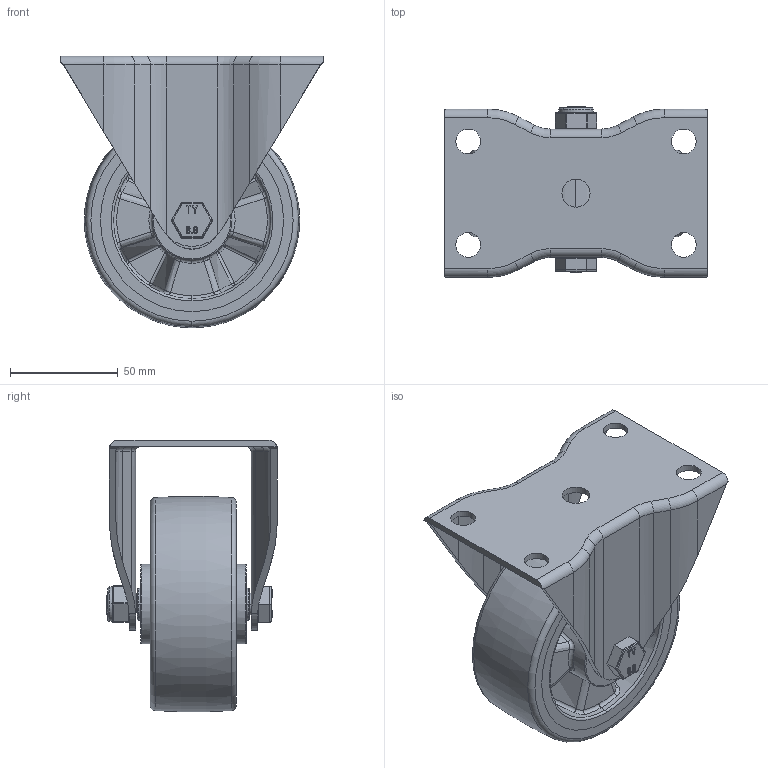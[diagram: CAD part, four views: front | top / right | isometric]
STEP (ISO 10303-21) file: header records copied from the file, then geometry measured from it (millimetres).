
FILE_DESCRIPTION(('STEP AP214'),'1');
FILE_NAME('BZHF100XPNBLP.STEP','2022-02-15T12:00:23',(' '),(' '),'Spatial InterOp 3D',' ',' ');
FILE_SCHEMA(('AUTOMOTIVE_DESIGN { 1 0 10303 214 1 1 1 1 }'));
Length unit declared in the file: metre
Products named in the file (20): BZHF100ASLP; ZINC PLATED PRESSED STEEL BRACKET; BZHF100XPNBLP; TUBEM15X52CH; ZINC PLATED STEEL TUBE; BZXH100WPNRB; POLYURETHANE TYRE; NYLON RIM; NYLON RIM Geometry; CAP; ROLLER BEARING; CAGE; RIBS; Component4; HEXBOLTM10X70Z8.8; GRADE 8.8 THREADED ZINC PLATED BOLT; NYLOC NUT; RUBBER; NUT; NYLOCM10Z
Assembly tree (26 placements, depth 5):
  BZHF100XPNBLP
    BZHF100ASLP
      ZINC PLATED PRESSED STEEL BRACKET
    TUBEM15X52CH
      ZINC PLATED STEEL TUBE
    BZXH100WPNRB
      POLYURETHANE TYRE
      NYLON RIM
        NYLON RIM Geometry
        CAP
      ROLLER BEARING
        CAGE
        RIBS
          Component4  x8
    HEXBOLTM10X70Z8.8
      GRADE 8.8 THREADED ZINC PLATED BOLT
    NYLOCM10Z
      NYLOC NUT
        RUBBER
        NUT
Bounding box: 122 x 79.25 x 125.94 mm (x, y, z)
Volume: 287347 mm3; surface area: 129570.4 mm2
Topology: 17 solids, 17 shells, 719 faces, 1724 edges, 1039 vertices
Faces by surface type: cylinder 232, plane 190, bspline 98, torus 84, sphere 65, extrusion 34, offset 16
Entity records: 53401 total; most frequent: CARTESIAN_POINT 37073, ORIENTED_EDGE 3364, DIRECTION 3237, EDGE_CURVE 1682, AXIS2_PLACEMENT_3D 1318, VERTEX_POINT 1011, EDGE_LOOP 735, CIRCLE 703
